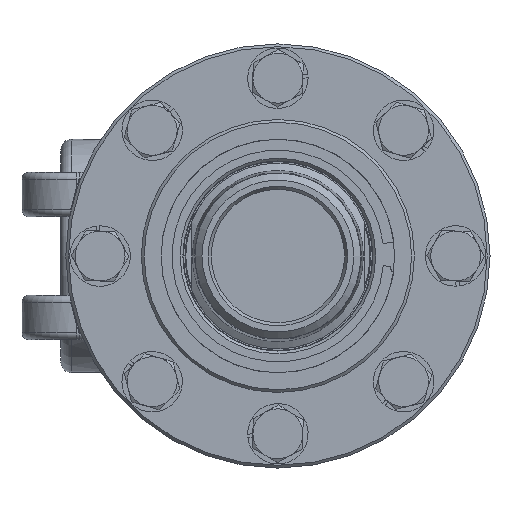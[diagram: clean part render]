
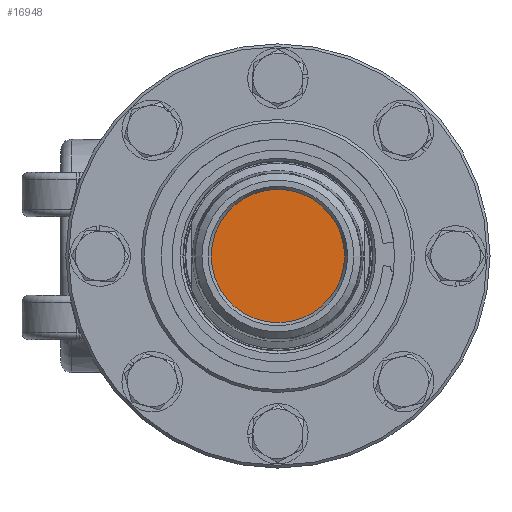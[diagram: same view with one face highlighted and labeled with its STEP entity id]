
A CAD part, left-side view. The second image highlights one B-rep face of the part: STEP entity #16948.
In plain terms, the highlighted planar face has unit normal (-1, 0, 0).
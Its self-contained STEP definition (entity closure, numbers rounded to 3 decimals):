
#3308=PLANE('',#17963);
#3860=CIRCLE('',#17964,19.05);
#4901=FACE_OUTER_BOUND('',#5891,.T.);
#5891=EDGE_LOOP('',(#11774));
#7569=VERTEX_POINT('',#23300);
#9220=EDGE_CURVE('',#7569,#7569,#3860,.T.);
#11774=ORIENTED_EDGE('',*,*,#9220,.F.);
#16948=ADVANCED_FACE('',(#4901),#3308,.T.);
#17963=AXIS2_PLACEMENT_3D('',#23299,#19248,#19249);
#17964=AXIS2_PLACEMENT_3D('',#23301,#19250,#19251);
#19248=DIRECTION('center_axis',(-1.,0.,0.));
#19249=DIRECTION('ref_axis',(0.,0.,1.));
#19250=DIRECTION('center_axis',(1.,0.,0.));
#19251=DIRECTION('ref_axis',(0.,-1.,0.));
#23299=CARTESIAN_POINT('Origin',(-5.535,40.684,0.));
#23300=CARTESIAN_POINT('',(-5.535,19.05,0.));
#23301=CARTESIAN_POINT('Origin',(-5.535,0.,
0.));
